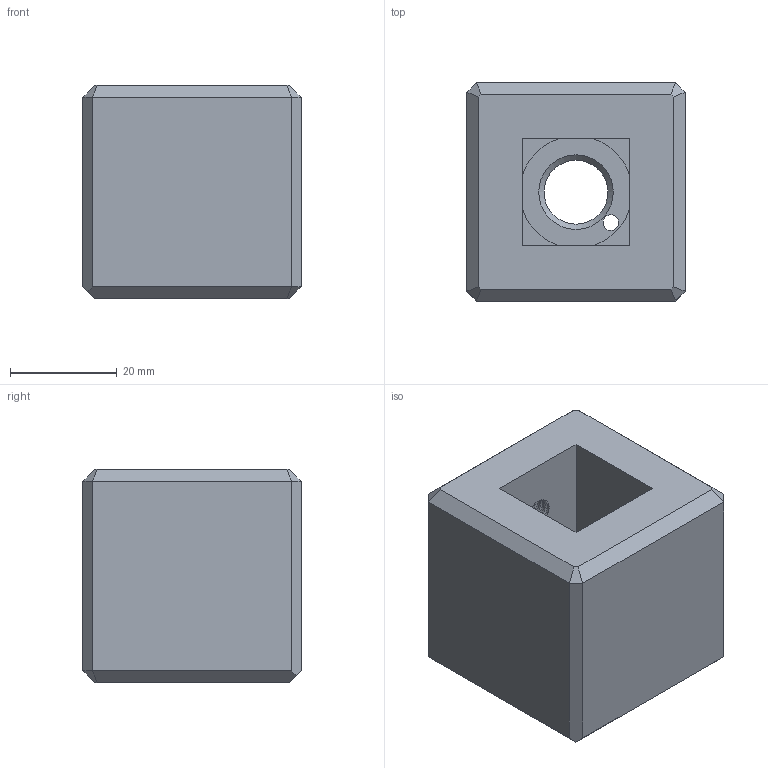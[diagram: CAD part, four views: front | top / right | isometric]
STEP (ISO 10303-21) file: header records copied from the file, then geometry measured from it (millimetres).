
FILE_DESCRIPTION(/* description */ (''),/* implementation_level */ '2;1');
FILE_NAME(/* name */ 'Traversenhalter_X210.stp',/* time_stamp */ '2017-07-24T09:27:41+02:00',/* author */ (''),/* organization */ (''),/* preprocessor_version */ 'ST-DEVELOPER v16',/* originating_system */ 'SIEMENS PLM Software NX 11.0',/* authorisation */ '');
FILE_SCHEMA (('AUTOMOTIVE_DESIGN { 1 0 10303 214 3 1 1 1 }'));
Length unit declared in the file: millimetre
Products named in the file (1): Goge29ACDC24l27j
Bounding box: 41 x 41 x 40 mm (x, y, z)
Volume: 50430.5 mm3; surface area: 12535.4 mm2
Topology: 1 solids, 1 shells, 56 faces, 143 edges, 91 vertices
Faces by surface type: plane 39, cylinder 10, bspline 4, cone 3
Full cylindrical faces by diameter (mm): 2.957 x1, 12 x1
Entity records: 6921 total; most frequent: CARTESIAN_POINT 5590, ORIENTED_EDGE 268, DIRECTION 247, EDGE_CURVE 134, LINE 95, VECTOR 95, VERTEX_POINT 87, AXIS2_PLACEMENT_3D 76
